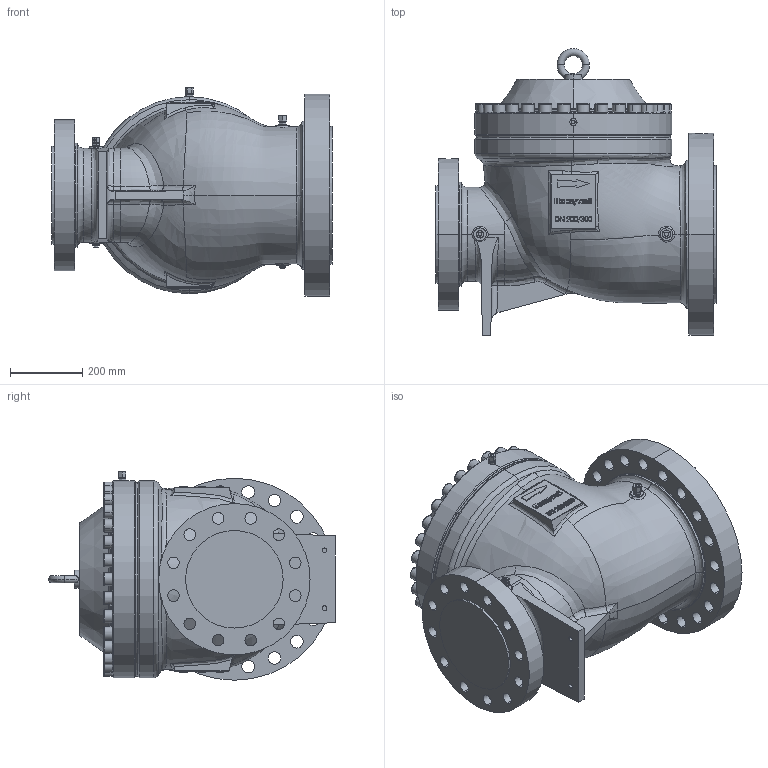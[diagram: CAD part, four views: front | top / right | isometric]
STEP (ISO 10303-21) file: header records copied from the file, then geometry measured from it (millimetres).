
FILE_DESCRIPTION (( 'STEP AP214' ), '1' );
FILE_NAME ('HON502_DN200-300_class600_left_execution.STEP', '2020-01-30T12:37:36', ( '' ), ( '' ), 'SwSTEP 2.0', 'SolidWorks 2017', '' );
FILE_SCHEMA (( 'AUTOMOTIVE_DESIGN' ));
Length unit declared in the file: millimetre
Products named in the file (1): HON502_DN200-300_class600_left_execution
Bounding box: 775 x 793.5 x 577 mm (x, y, z)
Volume: 143844988.8 mm3; surface area: 2426574.4 mm2
Topology: 1 solids, 1 shells, 1606 faces, 4030 edges, 2455 vertices
Faces by surface type: plane 794, bspline 341, cylinder 215, cone 168, torus 86, sphere 2
Entity records: 277985 total; most frequent: CARTESIAN_POINT 232350, ORIENTED_EDGE 7910, DIRECTION 6517, EDGE_CURVE 3955, VERTEX_POINT 2455, AXIS2_PLACEMENT_3D 2254, VECTOR 2009, LINE 2009
